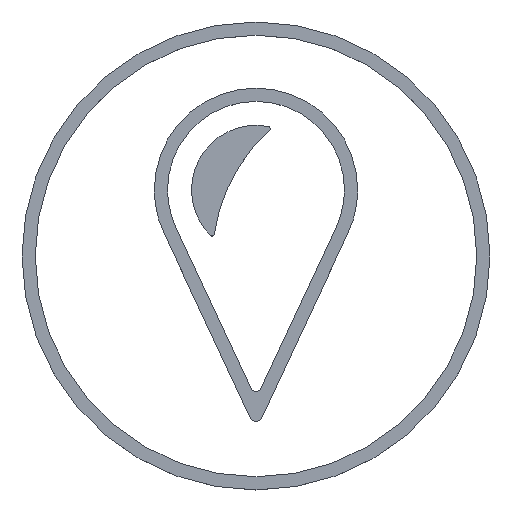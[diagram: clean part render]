
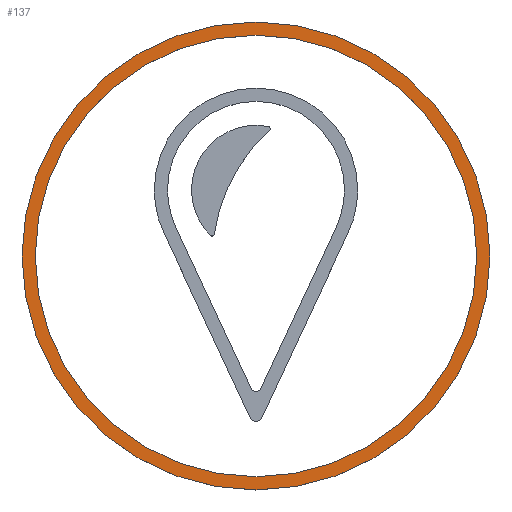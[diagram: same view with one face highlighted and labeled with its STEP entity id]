
A CAD part, top view. The second image highlights one B-rep face of the part: STEP entity #137.
In plain terms, the highlighted planar face has unit normal (0, 0, 1).
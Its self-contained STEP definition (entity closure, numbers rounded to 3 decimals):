
#14 = EDGE_CURVE ( 'NONE', #188, #806, #708, .T. ) ;
#30 = AXIS2_PLACEMENT_3D ( 'NONE', #556, #145, #626 ) ;
#63 = EDGE_CURVE ( 'NONE', #559, #649, #840, .T. ) ;
#71 = CARTESIAN_POINT ( 'NONE',  ( 26.7, 0., 1.7 ) ) ;
#82 = EDGE_LOOP ( 'NONE', ( #884, #112 ) ) ;
#109 = CARTESIAN_POINT ( 'NONE',  ( 0., 0., 1.7 ) ) ;
#112 = ORIENTED_EDGE ( 'NONE', *, *, #345, .F. ) ;
#131 = AXIS2_PLACEMENT_3D ( 'NONE', #109, #667, #821 ) ;
#137 = ADVANCED_FACE ( 'NONE', ( #627, #261 ), #792, .T. ) ;
#138 = EDGE_LOOP ( 'NONE', ( #280, #279 ) ) ;
#145 = DIRECTION ( 'NONE',  ( 0., 0., 1. ) ) ;
#165 = CIRCLE ( 'NONE', #902, 26.7 ) ;
#188 = VERTEX_POINT ( 'NONE', #442 ) ;
#221 = AXIS2_PLACEMENT_3D ( 'NONE', #853, #434, #706 ) ;
#251 = DIRECTION ( 'NONE',  ( 1., 0., 0. ) ) ;
#261 = FACE_OUTER_BOUND ( 'NONE', #138, .T. ) ;
#279 = ORIENTED_EDGE ( 'NONE', *, *, #359, .T. ) ;
#280 = ORIENTED_EDGE ( 'NONE', *, *, #14, .T. ) ;
#320 = DIRECTION ( 'NONE',  ( 0., 0., 1. ) ) ;
#345 = EDGE_CURVE ( 'NONE', #649, #559, #165, .T. ) ;
#359 = EDGE_CURVE ( 'NONE', #806, #188, #872, .T. ) ;
#423 = CARTESIAN_POINT ( 'NONE',  ( 0., 0., 1.7 ) ) ;
#434 = DIRECTION ( 'NONE',  ( 0., 0., 1. ) ) ;
#442 = CARTESIAN_POINT ( 'NONE',  ( -28.3, 0., 1.7 ) ) ;
#528 = CARTESIAN_POINT ( 'NONE',  ( 28.3, 0., 1.7 ) ) ;
#556 = CARTESIAN_POINT ( 'NONE',  ( 0., 0., 1.7 ) ) ;
#559 = VERTEX_POINT ( 'NONE', #702 ) ;
#568 = AXIS2_PLACEMENT_3D ( 'NONE', #423, #858, #722 ) ;
#626 = DIRECTION ( 'NONE',  ( 1., 0., 0. ) ) ;
#627 = FACE_BOUND ( 'NONE', #82, .T. ) ;
#649 = VERTEX_POINT ( 'NONE', #71 ) ;
#667 = DIRECTION ( 'NONE',  ( 0., 0., 1. ) ) ;
#702 = CARTESIAN_POINT ( 'NONE',  ( -26.7, 0., 1.7 ) ) ;
#706 = DIRECTION ( 'NONE',  ( 1., 0., 0. ) ) ;
#708 = CIRCLE ( 'NONE', #30, 28.3 ) ;
#722 = DIRECTION ( 'NONE',  ( 1., 0., 0. ) ) ;
#792 = PLANE ( 'NONE',  #568 ) ;
#806 = VERTEX_POINT ( 'NONE', #528 ) ;
#810 = CARTESIAN_POINT ( 'NONE',  ( 0., 0., 1.7 ) ) ;
#821 = DIRECTION ( 'NONE',  ( 1., 0., 0. ) ) ;
#840 = CIRCLE ( 'NONE', #221, 26.7 ) ;
#853 = CARTESIAN_POINT ( 'NONE',  ( 0., 0., 1.7 ) ) ;
#858 = DIRECTION ( 'NONE',  ( 0., 0., 1. ) ) ;
#872 = CIRCLE ( 'NONE', #131, 28.3 ) ;
#884 = ORIENTED_EDGE ( 'NONE', *, *, #63, .F. ) ;
#902 = AXIS2_PLACEMENT_3D ( 'NONE', #810, #320, #251 ) ;
